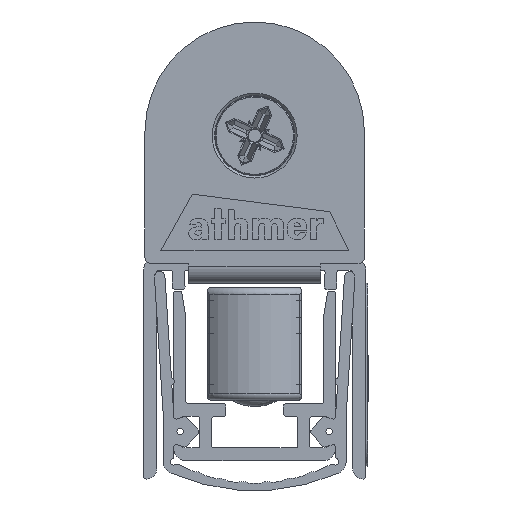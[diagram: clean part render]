
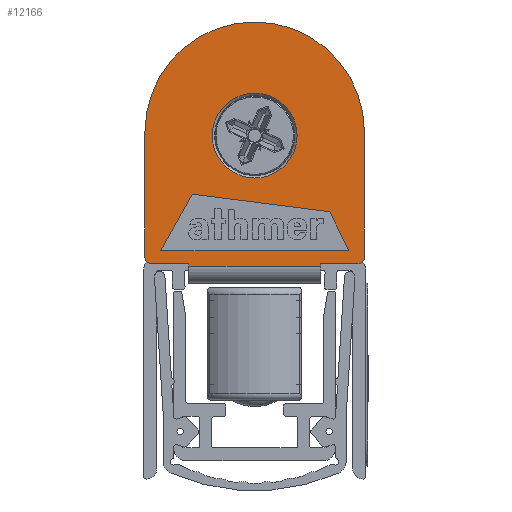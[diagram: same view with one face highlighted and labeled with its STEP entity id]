
A CAD part, front view. The second image highlights one B-rep face of the part: STEP entity #12166.
In plain terms, the highlighted planar face has unit normal (0, -1, 0).
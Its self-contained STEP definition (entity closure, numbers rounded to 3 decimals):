
#925=CIRCLE('',#13289,0.5);
#926=CIRCLE('',#13290,8.4);
#927=CIRCLE('',#13291,0.5);
#928=CIRCLE('',#13292,3.25);
#1900=ORIENTED_EDGE('',*,*,#5120,.T.);
#1901=ORIENTED_EDGE('',*,*,#5121,.T.);
#1902=ORIENTED_EDGE('',*,*,#5122,.T.);
#1903=ORIENTED_EDGE('',*,*,#5123,.T.);
#1904=ORIENTED_EDGE('',*,*,#5124,.F.);
#1905=ORIENTED_EDGE('',*,*,#5125,.T.);
#1906=ORIENTED_EDGE('',*,*,#5126,.T.);
#1907=ORIENTED_EDGE('',*,*,#5127,.T.);
#1908=ORIENTED_EDGE('',*,*,#5128,.T.);
#1909=ORIENTED_EDGE('',*,*,#5129,.T.);
#1910=ORIENTED_EDGE('',*,*,#5130,.T.);
#1911=ORIENTED_EDGE('',*,*,#5131,.T.);
#1912=ORIENTED_EDGE('',*,*,#5132,.T.);
#1913=ORIENTED_EDGE('',*,*,#5133,.T.);
#1914=ORIENTED_EDGE('',*,*,#5134,.T.);
#5120=EDGE_CURVE('',#6806,#6807,#8009,.T.);
#5121=EDGE_CURVE('',#6807,#6808,#925,.T.);
#5122=EDGE_CURVE('',#6808,#6809,#8010,.T.);
#5123=EDGE_CURVE('',#6809,#6810,#926,.T.);
#5124=EDGE_CURVE('',#6811,#6810,#8011,.T.);
#5125=EDGE_CURVE('',#6811,#6812,#927,.T.);
#5126=EDGE_CURVE('',#6812,#6813,#8012,.T.);
#5127=EDGE_CURVE('',#6813,#6814,#8013,.T.);
#5128=EDGE_CURVE('',#6814,#6815,#8014,.F.);
#5129=EDGE_CURVE('',#6815,#6806,#8015,.T.);
#5130=EDGE_CURVE('',#6816,#6816,#928,.F.);
#5131=EDGE_CURVE('',#6817,#6818,#8016,.T.);
#5132=EDGE_CURVE('',#6818,#6819,#8017,.T.);
#5133=EDGE_CURVE('',#6819,#6820,#8018,.T.);
#5134=EDGE_CURVE('',#6820,#6817,#8019,.T.);
#6806=VERTEX_POINT('',#17762);
#6807=VERTEX_POINT('',#17763);
#6808=VERTEX_POINT('',#17765);
#6809=VERTEX_POINT('',#17767);
#6810=VERTEX_POINT('',#17769);
#6811=VERTEX_POINT('',#17771);
#6812=VERTEX_POINT('',#17773);
#6813=VERTEX_POINT('',#17775);
#6814=VERTEX_POINT('',#17777);
#6815=VERTEX_POINT('',#17779);
#6816=VERTEX_POINT('',#17782);
#6817=VERTEX_POINT('',#17784);
#6818=VERTEX_POINT('',#17785);
#6819=VERTEX_POINT('',#17787);
#6820=VERTEX_POINT('',#17789);
#8009=LINE('',#17761,#9177);
#8010=LINE('',#17766,#9178);
#8011=LINE('',#17770,#9179);
#8012=LINE('',#17774,#9180);
#8013=LINE('',#17776,#9181);
#8014=LINE('',#17778,#9182);
#8015=LINE('',#17780,#9183);
#8016=LINE('',#17783,#9184);
#8017=LINE('',#17786,#9185);
#8018=LINE('',#17788,#9186);
#8019=LINE('',#17790,#9187);
#9177=VECTOR('',#14806,1000.);
#9178=VECTOR('',#14809,1000.);
#9179=VECTOR('',#14812,1000.);
#9180=VECTOR('',#14815,1000.);
#9181=VECTOR('',#14816,1000.);
#9182=VECTOR('',#14817,1000.);
#9183=VECTOR('',#14818,1000.);
#9184=VECTOR('',#14821,1000.);
#9185=VECTOR('',#14822,1000.);
#9186=VECTOR('',#14823,1000.);
#9187=VECTOR('',#14824,1000.);
#10227=EDGE_LOOP('',(#1900,#1901,#1902,#1903,#1904,#1905,#1906,#1907,#1908,
#1909));
#10228=EDGE_LOOP('',(#1910));
#10229=EDGE_LOOP('',(#1911,#1912,#1913,#1914));
#10978=FACE_BOUND('',#10227,.T.);
#10979=FACE_BOUND('',#10228,.T.);
#10980=FACE_BOUND('',#10229,.T.);
#11639=PLANE('',#13288);
#12166=ADVANCED_FACE('',(#10978,#10979,#10980),#11639,.T.);
#13288=AXIS2_PLACEMENT_3D('',#17760,#14804,#14805);
#13289=AXIS2_PLACEMENT_3D('',#17764,#14807,#14808);
#13290=AXIS2_PLACEMENT_3D('',#17768,#14810,#14811);
#13291=AXIS2_PLACEMENT_3D('',#17772,#14813,#14814);
#13292=AXIS2_PLACEMENT_3D('',#17781,#14819,#14820);
#14804=DIRECTION('',(0.,-1.,0.));
#14805=DIRECTION('',(0.,0.,-1.));
#14806=DIRECTION('',(1.,0.,0.));
#14807=DIRECTION('',(0.,-1.,0.));
#14808=DIRECTION('',(0.,0.,-1.));
#14809=DIRECTION('',(0.,0.,1.));
#14810=DIRECTION('',(0.,-1.,0.));
#14811=DIRECTION('',(1.,0.,0.));
#14812=DIRECTION('',(0.,0.,1.));
#14813=DIRECTION('',(0.,-1.,0.));
#14814=DIRECTION('',(0.,0.,-1.));
#14815=DIRECTION('',(1.,0.,0.));
#14816=DIRECTION('',(0.,0.,-1.));
#14817=DIRECTION('',(-1.,0.,0.));
#14818=DIRECTION('',(0.,0.,1.));
#14819=DIRECTION('',(0.,-1.,0.));
#14820=DIRECTION('',(0.,0.,-1.));
#14821=DIRECTION('',(0.436,0.,-0.9));
#14822=DIRECTION('',(-1.,0.,0.));
#14823=DIRECTION('',(0.486,0.,0.874));
#14824=DIRECTION('',(0.992,0.,-0.126));
#17760=CARTESIAN_POINT('',(8.4,0.,0.));
#17761=CARTESIAN_POINT('',(5.05,0.,1.5));
#17762=CARTESIAN_POINT('',(5.05,0.,1.5));
#17763=CARTESIAN_POINT('',(7.9,0.,1.5));
#17764=CARTESIAN_POINT('',(7.9,0.,2.));
#17765=CARTESIAN_POINT('',(8.4,0.,2.));
#17766=CARTESIAN_POINT('',(8.4,0.,0.));
#17767=CARTESIAN_POINT('',(8.4,0.,11.6));
#17768=CARTESIAN_POINT('',(0.,0.,11.6));
#17769=CARTESIAN_POINT('',(-8.4,0.,11.6));
#17770=CARTESIAN_POINT('',(-8.4,0.,0.));
#17771=CARTESIAN_POINT('',(-8.4,0.,2.));
#17772=CARTESIAN_POINT('',(-7.9,0.,2.));
#17773=CARTESIAN_POINT('',(-7.9,0.,1.5));
#17774=CARTESIAN_POINT('',(-8.4,0.,1.5));
#17775=CARTESIAN_POINT('',(-5.05,0.,1.5));
#17776=CARTESIAN_POINT('',(-5.05,0.,1.5));
#17777=CARTESIAN_POINT('',(-5.05,0.,1.3));
#17778=CARTESIAN_POINT('',(8.4,0.,1.3));
#17779=CARTESIAN_POINT('',(5.05,0.,1.3));
#17780=CARTESIAN_POINT('',(5.05,0.,0.));
#17781=CARTESIAN_POINT('',(0.,0.,11.3));
#17782=CARTESIAN_POINT('',(0.,0.,8.05));
#17783=CARTESIAN_POINT('',(5.765,0.,5.474));
#17784=CARTESIAN_POINT('',(5.765,0.,5.474));
#17785=CARTESIAN_POINT('',(7.204,0.,2.5));
#17786=CARTESIAN_POINT('',(7.204,0.,2.5));
#17787=CARTESIAN_POINT('',(-7.187,0.,2.5));
#17788=CARTESIAN_POINT('',(-7.187,0.,2.5));
#17789=CARTESIAN_POINT('',(-4.788,0.,6.817));
#17790=CARTESIAN_POINT('',(-4.788,0.,6.817));
